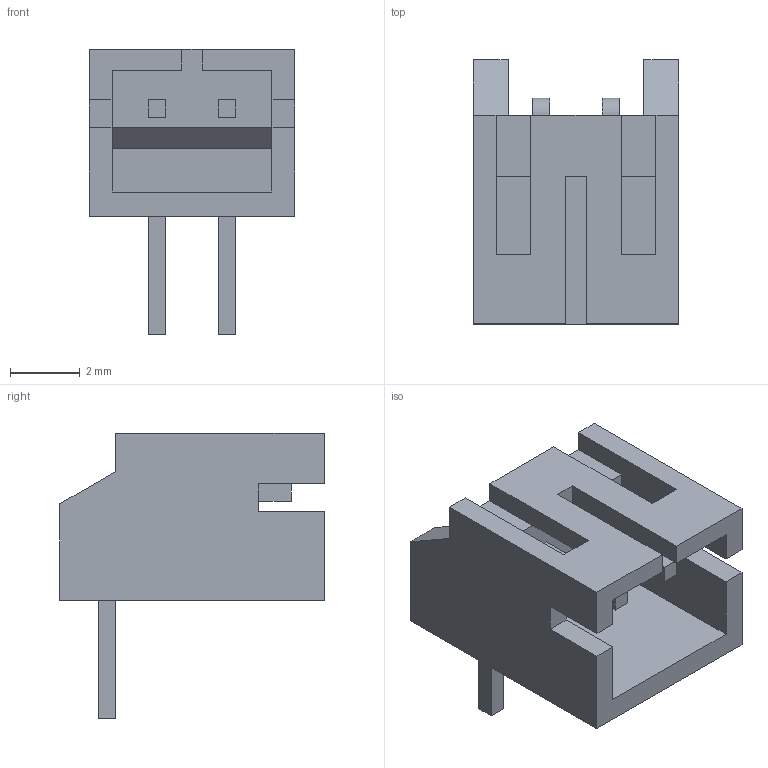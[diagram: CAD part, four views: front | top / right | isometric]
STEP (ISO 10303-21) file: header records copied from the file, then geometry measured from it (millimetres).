
FILE_DESCRIPTION(('FreeCAD Model'),'2;1');
FILE_NAME('S2B-PH-K-S.STEP','2018-05-22T10:33:16', ('Ben Veenema'),('Veenema Design Works'), 'Open CASCADE STEP processor 7.2','FreeCAD','Unknown');
FILE_SCHEMA(('CONFIG_CONTROL_DESIGN','SHAPE_APPEARANCE_LAYER_MIM'));
Length unit declared in the file: millimetre
Products named in the file (1): S2B-PH-K-S
Bounding box: 5.9 x 7.6 x 8.2 mm (x, y, z)
Volume: 104.2 mm3; surface area: 319 mm2
Topology: 1 solids, 1 shells, 58 faces, 168 edges, 110 vertices
Faces by surface type: plane 56, cylinder 2
Entity records: 2325 total; most frequent: CARTESIAN_POINT 337, ORIENTED_EDGE 336, DIRECTION 290, EDGE_CURVE 168, LINE 164, VECTOR 164, VERTEX_POINT 110, AXIS2_PLACEMENT_3D 63
